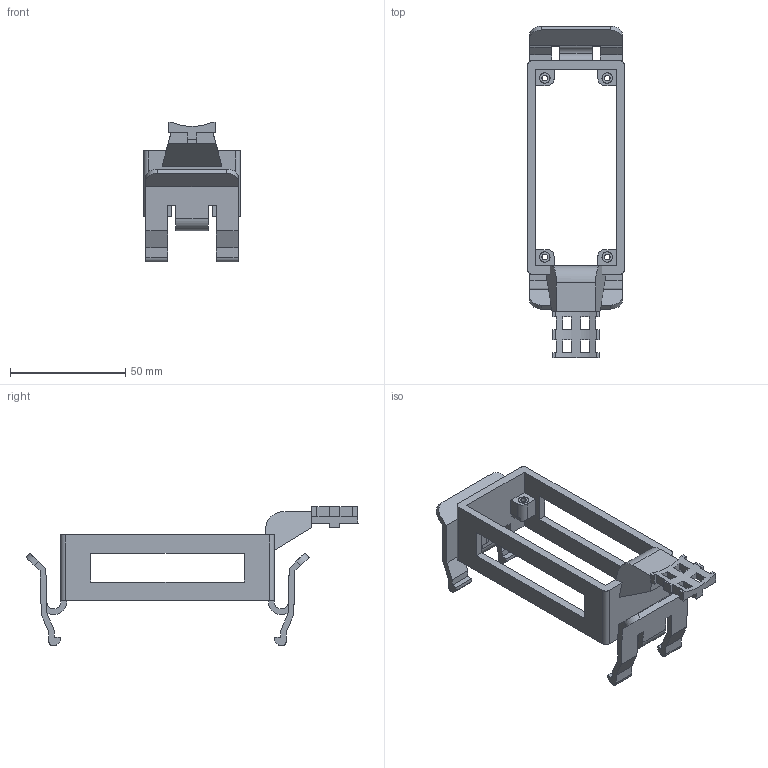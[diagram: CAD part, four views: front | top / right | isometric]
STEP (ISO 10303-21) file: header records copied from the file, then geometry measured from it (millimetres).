
FILE_DESCRIPTION(('CATIA V5 STEP Exchange','CAx-IF Rec.Pracs.--- Model Styling and Organization---1.4--- 2014-01-23'),'2;1');
FILE_NAME ('1456113-5_0_2883410000_2883410000.stp','2024-02-23T08:07:46+00:00',('none'),('Weidmueller'),'CATIA Version 5-6 Release 2016 SP3 HF44','CATIA V5 STEP AP214','none');
FILE_SCHEMA(('AUTOMOTIVE_DESIGN { 1 0 10303 214 1 1 1 1 }'));
Length unit declared in the file: millimetre
Products named in the file (1): 2883410000
Bounding box: 42 x 143.78 x 60.57 mm (x, y, z)
Volume: 33877.9 mm3; surface area: 24196.7 mm2
Topology: 1 solids, 1 shells, 227 faces, 663 edges, 440 vertices
Faces by surface type: plane 177, cylinder 42, revolution 8
Entity records: 7868 total; most frequent: CARTESIAN_POINT 1875, ORIENTED_EDGE 1326, DIRECTION 1064, EDGE_CURVE 663, VECTOR 529, LINE 529, VERTEX_POINT 440, AXIS2_PLACEMENT_3D 309
